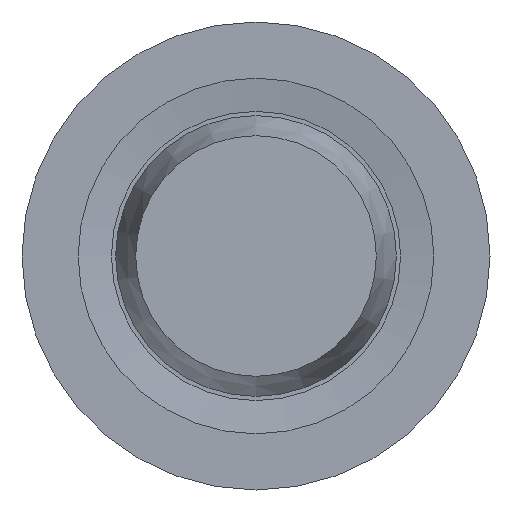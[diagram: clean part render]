
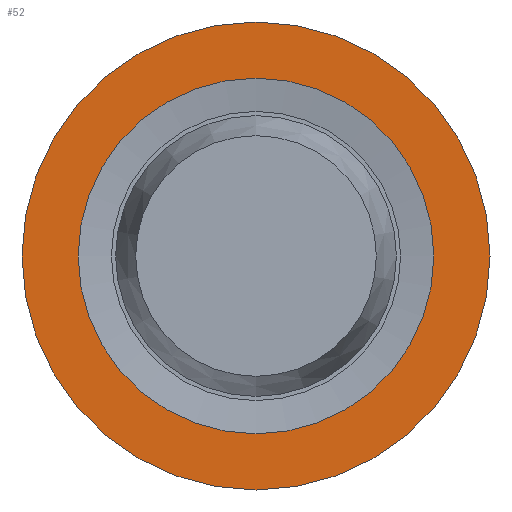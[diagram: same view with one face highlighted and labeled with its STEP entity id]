
A CAD part, front view. The second image highlights one B-rep face of the part: STEP entity #52.
In plain terms, the highlighted planar face has unit normal (0, -1, 0).
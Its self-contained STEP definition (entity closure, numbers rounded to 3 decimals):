
#52 = ADVANCED_FACE( '', ( #107, #108 ), #109, .F. );
#107 = FACE_BOUND( '', #160, .T. );
#108 = FACE_OUTER_BOUND( '', #161, .T. );
#109 = PLANE( '', #162 );
#160 = EDGE_LOOP( '', ( #223 ) );
#161 = EDGE_LOOP( '', ( #224 ) );
#162 = AXIS2_PLACEMENT_3D( '', #225, #226, #227 );
#223 = ORIENTED_EDGE( '', *, *, #259, .F. );
#224 = ORIENTED_EDGE( '', *, *, #264, .T. );
#225 = CARTESIAN_POINT( '', ( 5., 0., 0. ) );
#226 = DIRECTION( '', ( 0., 1., 0. ) );
#227 = DIRECTION( '', ( 0., 0., 1. ) );
#259 = EDGE_CURVE( '', #289, #289, #290, .T. );
#264 = EDGE_CURVE( '', #296, #296, #297, .T. );
#289 = VERTEX_POINT( '', #323 );
#290 = CIRCLE( '', #324, 3.8 );
#296 = VERTEX_POINT( '', #330 );
#297 = CIRCLE( '', #331, 5. );
#323 = CARTESIAN_POINT( '', ( 0., 0., -3.8 ) );
#324 = AXIS2_PLACEMENT_3D( '', #358, #359, #360 );
#330 = CARTESIAN_POINT( '', ( 0., 0., -5. ) );
#331 = AXIS2_PLACEMENT_3D( '', #364, #365, #366 );
#358 = CARTESIAN_POINT( '', ( 0., 0., 0. ) );
#359 = DIRECTION( '', ( 0., -1., 0. ) );
#360 = DIRECTION( '', ( 0., 0., -1. ) );
#364 = CARTESIAN_POINT( '', ( 0., 0., 0. ) );
#365 = DIRECTION( '', ( 0., -1., 0. ) );
#366 = DIRECTION( '', ( 0., 0., -1. ) );
